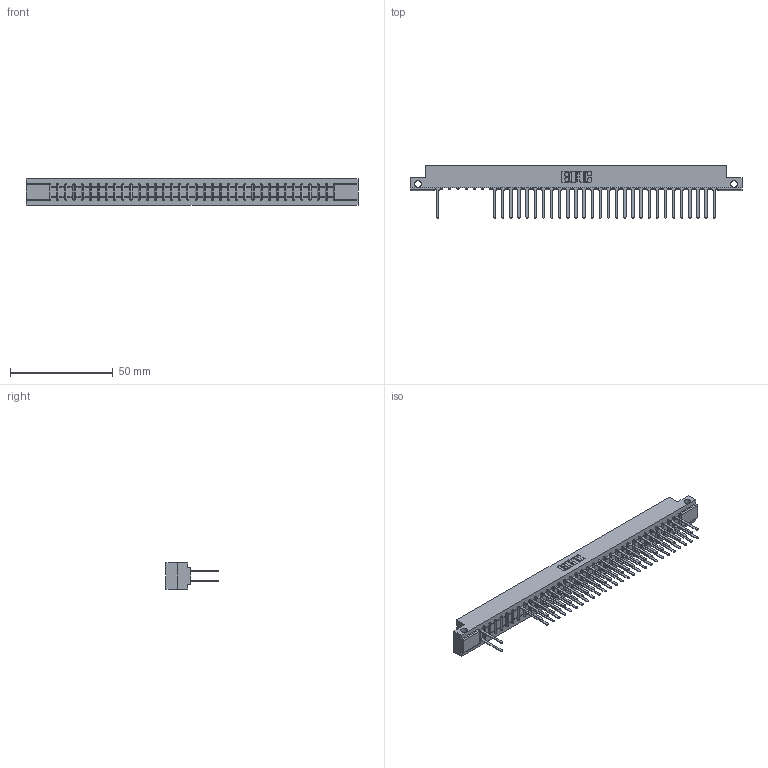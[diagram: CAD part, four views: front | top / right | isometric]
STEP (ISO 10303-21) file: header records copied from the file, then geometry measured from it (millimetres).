
FILE_DESCRIPTION (( 'STEP AP203' ), '1' );
FILE_NAME ('307-070-542-212.STEP', '2018-08-06T13:05:18', ( '' ), ( '' ), 'SwSTEP 2.0', 'SolidWorks 2016', '' );
FILE_SCHEMA (( 'CONFIG_CONTROL_DESIGN' ));
Length unit declared in the file: inch
Products named in the file (3): 307-290-001_542; 307-070-542-212; 307 Part_.128 Dia Side Mounting Holes
Assembly tree (58 placements, depth 2):
  307-070-542-212
    307 Part_.128 Dia Side Mounting Holes
    307-290-001_542  x57
Bounding box: 161.7 x 25.43 x 12.7 mm (x, y, z)
Volume: 17052.2 mm3; surface area: 20846.4 mm2
Topology: 58 solids, 58 shells, 2906 faces, 8149 edges, 5258 vertices
Faces by surface type: plane 1915, cylinder 919, sphere 72
Entity records: 31542 total; most frequent: CARTESIAN_POINT 5214, ORIENTED_EDGE 5178, DIRECTION 5097, EDGE_CURVE 2589, LINE 1983, VECTOR 1983, VERTEX_POINT 1674, AXIS2_PLACEMENT_3D 1557
